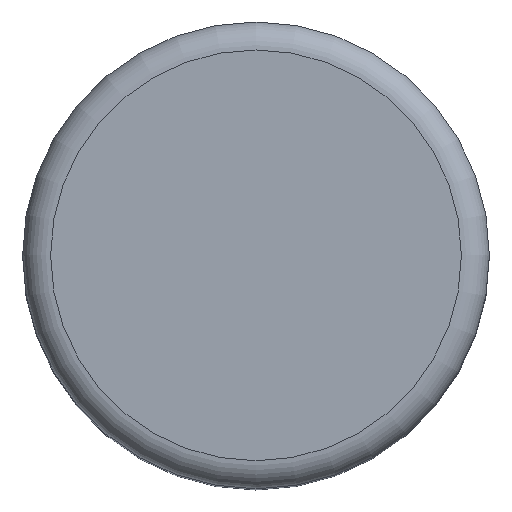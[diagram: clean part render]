
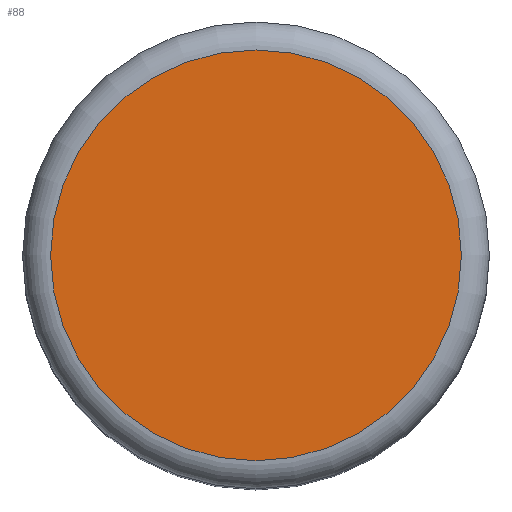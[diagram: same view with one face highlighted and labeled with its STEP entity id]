
A CAD part, top view. The second image highlights one B-rep face of the part: STEP entity #88.
In plain terms, the highlighted planar face has unit normal (0, 0, 1).
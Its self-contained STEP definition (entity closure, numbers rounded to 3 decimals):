
#88 = ADVANCED_FACE( '', ( #189 ), #190, .F. );
#189 = FACE_OUTER_BOUND( '', #283, .T. );
#190 = PLANE( '', #284 );
#283 = EDGE_LOOP( '', ( #413 ) );
#284 = AXIS2_PLACEMENT_3D( '', #414, #415, #416 );
#413 = ORIENTED_EDGE( '', *, *, #445, .T. );
#414 = CARTESIAN_POINT( '', ( 12.5, 0., 32.5 ) );
#415 = DIRECTION( '', ( 0., 0., -1. ) );
#416 = DIRECTION( '', ( -1., 0., 0. ) );
#445 = EDGE_CURVE( '', #503, #503, #504, .F. );
#503 = VERTEX_POINT( '', #565 );
#504 = CIRCLE( '', #566, 11. );
#565 = CARTESIAN_POINT( '', ( -11., 0., 32.5 ) );
#566 = AXIS2_PLACEMENT_3D( '', #632, #633, #634 );
#632 = CARTESIAN_POINT( '', ( 0., 0., 32.5 ) );
#633 = DIRECTION( '', ( 0., 0., -1. ) );
#634 = DIRECTION( '', ( -1., 0., 0. ) );
